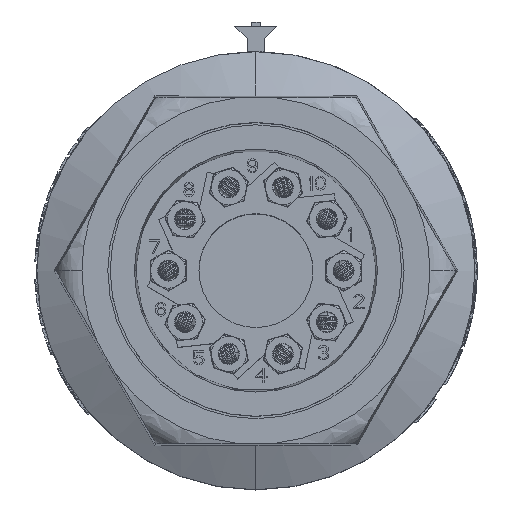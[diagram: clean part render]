
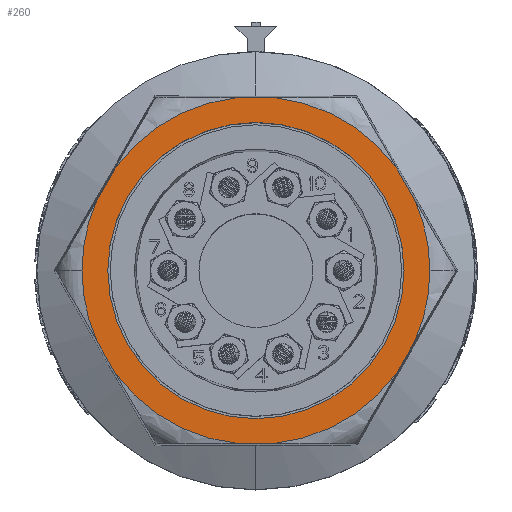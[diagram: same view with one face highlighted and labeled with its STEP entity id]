
A CAD part, top view. The second image highlights one B-rep face of the part: STEP entity #260.
In plain terms, the highlighted planar face has unit normal (0, 0, 1).
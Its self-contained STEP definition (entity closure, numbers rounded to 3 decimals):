
#260=ADVANCED_FACE('',(#4991,#4992),#4993,.F.);
#4991=FACE_OUTER_BOUND('',#14044,.T.);
#4992=FACE_BOUND('',#14045,.T.);
#4993=PLANE('',#14046);
#14044=EDGE_LOOP('',(#65201,#65202,#65203,#65204,#65205,#65206,#65207,#65208,#65209,#65210,#65211,#65212,#65213,#65214));
#14045=EDGE_LOOP('',(#65215,#65216));
#14046=AXIS2_PLACEMENT_3D('',#65217,#65218,#65219);
#65201=ORIENTED_EDGE('',*,*,#102560,.F.);
#65202=ORIENTED_EDGE('',*,*,#102565,.T.);
#65203=ORIENTED_EDGE('',*,*,#102566,.F.);
#65204=ORIENTED_EDGE('',*,*,#102567,.T.);
#65205=ORIENTED_EDGE('',*,*,#102568,.F.);
#65206=ORIENTED_EDGE('',*,*,#100600,.T.);
#65207=ORIENTED_EDGE('',*,*,#102569,.T.);
#65208=ORIENTED_EDGE('',*,*,#102570,.F.);
#65209=ORIENTED_EDGE('',*,*,#102571,.T.);
#65210=ORIENTED_EDGE('',*,*,#102572,.F.);
#65211=ORIENTED_EDGE('',*,*,#102573,.T.);
#65212=ORIENTED_EDGE('',*,*,#102574,.F.);
#65213=ORIENTED_EDGE('',*,*,#102575,.T.);
#65214=ORIENTED_EDGE('',*,*,#100604,.T.);
#65215=ORIENTED_EDGE('',*,*,#102576,.T.);
#65216=ORIENTED_EDGE('',*,*,#102577,.T.);
#65217=CARTESIAN_POINT('',(0.0,0.0,16.0));
#65218=DIRECTION('',(0.0,0.0,-1.0));
#65219=DIRECTION('',(0.0,-1.0,0.0));
#100600=EDGE_CURVE('',#114104,#114101,#114105,.T.);
#100604=EDGE_CURVE('',#114108,#114110,#114112,.T.);
#102560=EDGE_CURVE('',#118013,#114110,#118014,.T.);
#102565=EDGE_CURVE('',#118013,#118019,#118021,.T.);
#102566=EDGE_CURVE('',#118022,#118019,#118023,.T.);
#102567=EDGE_CURVE('',#118022,#118024,#118025,.T.);
#102568=EDGE_CURVE('',#114104,#118024,#118026,.T.);
#102569=EDGE_CURVE('',#114101,#118027,#118028,.T.);
#102570=EDGE_CURVE('',#118029,#118027,#118030,.T.);
#102571=EDGE_CURVE('',#118029,#118031,#118032,.T.);
#102572=EDGE_CURVE('',#118033,#118031,#118034,.T.);
#102573=EDGE_CURVE('',#118033,#118035,#118036,.T.);
#102574=EDGE_CURVE('',#118037,#118035,#118038,.T.);
#102575=EDGE_CURVE('',#118037,#114108,#118039,.T.);
#102576=EDGE_CURVE('',#118040,#118041,#118042,.T.);
#102577=EDGE_CURVE('',#118041,#118040,#118043,.T.);
#114101=VERTEX_POINT('',#145542);
#114104=VERTEX_POINT('',#145545);
#114105=CIRCLE('',#145546,19.852);
#114108=VERTEX_POINT('',#145582);
#114110=VERTEX_POINT('',#145584);
#114112=CIRCLE('',#145619,19.852);
#118013=VERTEX_POINT('',#153872);
#118014=LINE('',#153873,#153874);
#118019=VERTEX_POINT('',#153914);
#118021=CIRCLE('',#153949,19.852);
#118022=VERTEX_POINT('',#153950);
#118023=LINE('',#153951,#153952);
#118024=VERTEX_POINT('',#153953);
#118025=CIRCLE('',#153954,19.852);
#118026=LINE('',#153955,#153956);
#118027=VERTEX_POINT('',#153957);
#118028=CIRCLE('',#153958,19.852);
#118029=VERTEX_POINT('',#153959);
#118030=LINE('',#153960,#153961);
#118031=VERTEX_POINT('',#153962);
#118032=CIRCLE('',#153963,19.852);
#118033=VERTEX_POINT('',#153964);
#118034=LINE('',#153965,#153966);
#118035=VERTEX_POINT('',#153967);
#118036=CIRCLE('',#153968,19.852);
#118037=VERTEX_POINT('',#153969);
#118038=LINE('',#153970,#153971);
#118039=CIRCLE('',#153972,19.852);
#118040=VERTEX_POINT('',#153973);
#118041=VERTEX_POINT('',#153974);
#118042=CIRCLE('',#153975,16.9);
#118043=CIRCLE('',#153976,16.9);
#145542=CARTESIAN_POINT('',(19.852,0.,16.0));
#145545=CARTESIAN_POINT('',(18.153,-8.034,16.0));
#145546=AXIS2_PLACEMENT_3D('',#217241,#217242,#217243);
#145582=CARTESIAN_POINT('',(-19.852,0.,16.0));
#145584=CARTESIAN_POINT('',(-18.153,-8.034,16.0));
#145619=AXIS2_PLACEMENT_3D('',#217247,#217248,#217249);
#153872=CARTESIAN_POINT('',(-16.035,-11.704,16.0));
#153873=CARTESIAN_POINT('',(-16.035,-11.704,16.0));
#153874=VECTOR('',#218856,4.237);
#153914=CARTESIAN_POINT('',(-2.118,-19.738,16.0));
#153949=AXIS2_PLACEMENT_3D('',#218859,#218860,#218861);
#153950=CARTESIAN_POINT('',(2.118,-19.738,16.0));
#153951=CARTESIAN_POINT('',(2.118,-19.738,16.0));
#153952=VECTOR('',#218862,4.237);
#153953=CARTESIAN_POINT('',(16.035,-11.704,16.0));
#153954=AXIS2_PLACEMENT_3D('',#218863,#218864,#218865);
#153955=CARTESIAN_POINT('',(18.153,-8.034,16.0));
#153956=VECTOR('',#218866,4.237);
#153957=CARTESIAN_POINT('',(18.153,8.034,16.0));
#153958=AXIS2_PLACEMENT_3D('',#218867,#218868,#218869);
#153959=CARTESIAN_POINT('',(16.035,11.704,16.0));
#153960=CARTESIAN_POINT('',(16.035,11.704,16.0));
#153961=VECTOR('',#218870,4.237);
#153962=CARTESIAN_POINT('',(2.118,19.738,16.0));
#153963=AXIS2_PLACEMENT_3D('',#218871,#218872,#218873);
#153964=CARTESIAN_POINT('',(-2.118,19.738,16.0));
#153965=CARTESIAN_POINT('',(-2.118,19.738,16.0));
#153966=VECTOR('',#218874,4.237);
#153967=CARTESIAN_POINT('',(-16.035,11.704,16.0));
#153968=AXIS2_PLACEMENT_3D('',#218875,#218876,#218877);
#153969=CARTESIAN_POINT('',(-18.153,8.034,16.0));
#153970=CARTESIAN_POINT('',(-18.153,8.034,16.0));
#153971=VECTOR('',#218878,4.237);
#153972=AXIS2_PLACEMENT_3D('',#218879,#218880,#218881);
#153973=CARTESIAN_POINT('',(-16.9,0.0,16.0));
#153974=CARTESIAN_POINT('',(16.9,0.0,16.0));
#153975=AXIS2_PLACEMENT_3D('',#218882,#218883,#218884);
#153976=AXIS2_PLACEMENT_3D('',#218885,#218886,#218887);
#217241=CARTESIAN_POINT('',(0.0,0.0,16.0));
#217242=DIRECTION('',(0.0,0.0,1.0));
#217243=DIRECTION('',(0.914,-0.405,0.0));
#217247=CARTESIAN_POINT('',(0.0,0.0,16.0));
#217248=DIRECTION('',(0.0,0.0,1.0));
#217249=DIRECTION('',(-0.914,0.405,0.0));
#218856=DIRECTION('',(-0.5,0.866,0.0));
#218859=CARTESIAN_POINT('',(0.0,0.0,16.0));
#218860=DIRECTION('',(0.0,0.0,1.0));
#218861=DIRECTION('',(-0.808,-0.59,0.0));
#218862=DIRECTION('',(-1.0,0.0,0.0));
#218863=CARTESIAN_POINT('',(0.0,0.0,16.0));
#218864=DIRECTION('',(0.0,0.0,1.0));
#218865=DIRECTION('',(0.107,-0.994,0.0));
#218866=DIRECTION('',(-0.5,-0.866,0.0));
#218867=CARTESIAN_POINT('',(0.0,0.0,16.0));
#218868=DIRECTION('',(0.0,0.0,1.0));
#218869=DIRECTION('',(0.914,-0.405,0.0));
#218870=DIRECTION('',(0.5,-0.866,0.0));
#218871=CARTESIAN_POINT('',(0.0,0.0,16.0));
#218872=DIRECTION('',(0.0,-0.0,1.0));
#218873=DIRECTION('',(0.808,0.59,0.0));
#218874=DIRECTION('',(1.0,0.0,0.0));
#218875=CARTESIAN_POINT('',(0.0,0.0,16.0));
#218876=DIRECTION('',(0.0,0.0,1.0));
#218877=DIRECTION('',(-0.107,0.994,0.0));
#218878=DIRECTION('',(0.5,0.866,0.0));
#218879=CARTESIAN_POINT('',(0.0,0.0,16.0));
#218880=DIRECTION('',(0.0,0.0,1.0));
#218881=DIRECTION('',(-0.914,0.405,0.0));
#218882=CARTESIAN_POINT('',(0.0,0.0,16.0));
#218883=DIRECTION('',(0.0,0.0,-1.0));
#218884=DIRECTION('',(-1.0,0.0,0.0));
#218885=CARTESIAN_POINT('',(0.0,0.0,16.0));
#218886=DIRECTION('',(0.0,0.0,-1.0));
#218887=DIRECTION('',(1.0,0.0,0.0));
